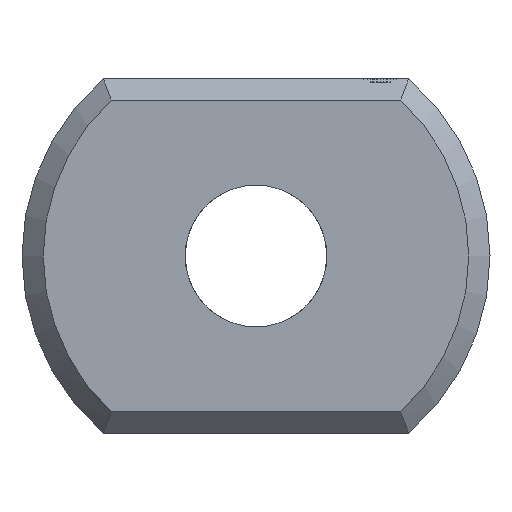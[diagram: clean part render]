
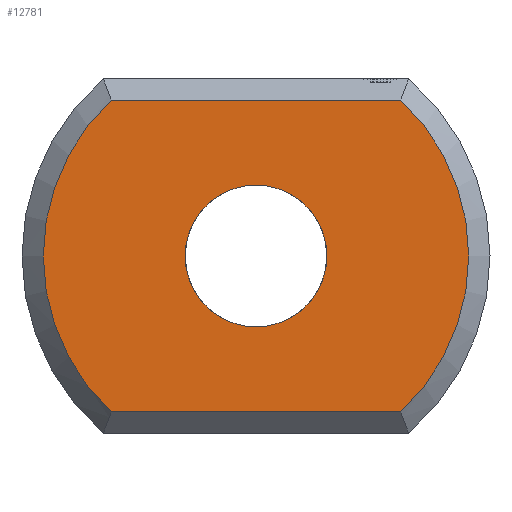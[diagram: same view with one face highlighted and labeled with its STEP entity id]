
A CAD part, left-side view. The second image highlights one B-rep face of the part: STEP entity #12781.
In plain terms, the highlighted planar face has unit normal (-1, 0, 0).
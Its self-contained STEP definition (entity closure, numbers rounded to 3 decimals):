
#298 = PLANE('',#299);
#299 = AXIS2_PLACEMENT_3D('',#300,#301,#302);
#300 = CARTESIAN_POINT('',(0.15,-2.154,-2.35));
#301 = DIRECTION('',(-0.707,0.,-0.707));
#302 = DIRECTION('',(0.,-1.,0.));
#725 = CONICAL_SURFACE('',#726,3.3,0.785);
#726 = AXIS2_PLACEMENT_3D('',#727,#728,#729);
#727 = CARTESIAN_POINT('',(0.3,0.,0.));
#728 = DIRECTION('',(1.,0.,0.));
#729 = DIRECTION('',(0.,0.653,-0.758));
#872 = CONICAL_SURFACE('',#873,3.3,0.785);
#873 = AXIS2_PLACEMENT_3D('',#874,#875,#876);
#874 = CARTESIAN_POINT('',(0.3,0.,0.));
#875 = DIRECTION('',(1.,0.,0.));
#876 = DIRECTION('',(0.,-0.653,0.758));
#909 = VERTEX_POINT('',#910);
#910 = CARTESIAN_POINT('',(0.,-2.04,-2.2));
#937 = VERTEX_POINT('',#938);
#938 = CARTESIAN_POINT('',(0.,2.04,-2.2));
#963 = EDGE_CURVE('',#909,#937,#964,.T.);
#964 = SURFACE_CURVE('',#965,(#969,#976),.PCURVE_S1.);
#965 = LINE('',#966,#967);
#966 = CARTESIAN_POINT('',(0.,-2.154,-2.2));
#967 = VECTOR('',#968,1.);
#968 = DIRECTION('',(0.,1.,0.));
#969 = PCURVE('',#298,#970);
#970 = DEFINITIONAL_REPRESENTATION('',(#971),#975);
#971 = LINE('',#972,#973);
#972 = CARTESIAN_POINT('',(0.,0.212));
#973 = VECTOR('',#974,1.);
#974 = DIRECTION('',(-1.,0.));
#975 = ( GEOMETRIC_REPRESENTATION_CONTEXT(2) 
PARAMETRIC_REPRESENTATION_CONTEXT() REPRESENTATION_CONTEXT('2D SPACE',''
  ) );
#976 = PCURVE('',#977,#982);
#977 = PLANE('',#978);
#978 = AXIS2_PLACEMENT_3D('',#979,#980,#981);
#979 = CARTESIAN_POINT('',(0.,0.,
    0.));
#980 = DIRECTION('',(1.,0.,0.));
#981 = DIRECTION('',(0.,0.,1.));
#982 = DEFINITIONAL_REPRESENTATION('',(#983),#987);
#983 = LINE('',#984,#985);
#984 = CARTESIAN_POINT('',(-2.2,2.154));
#985 = VECTOR('',#986,1.);
#986 = DIRECTION('',(0.,-1.));
#987 = ( GEOMETRIC_REPRESENTATION_CONTEXT(2) 
PARAMETRIC_REPRESENTATION_CONTEXT() REPRESENTATION_CONTEXT('2D SPACE',''
  ) );
#1763 = PLANE('',#1764);
#1764 = AXIS2_PLACEMENT_3D('',#1765,#1766,#1767);
#1765 = CARTESIAN_POINT('',(0.15,-2.154,2.35));
#1766 = DIRECTION('',(0.707,0.,-0.707
    ));
#1767 = DIRECTION('',(0.,-1.,0.));
#12568 = VERTEX_POINT('',#12569);
#12569 = CARTESIAN_POINT('',(0.,2.04,2.2));
#12594 = EDGE_CURVE('',#937,#12568,#12595,.T.);
#12595 = SURFACE_CURVE('',#12596,(#12601,#12608),.PCURVE_S1.);
#12596 = CIRCLE('',#12597,3.);
#12597 = AXIS2_PLACEMENT_3D('',#12598,#12599,#12600);
#12598 = CARTESIAN_POINT('',(0.,0.,
    0.));
#12599 = DIRECTION('',(1.,0.,0.));
#12600 = DIRECTION('',(0.,0.653,-0.758)
  );
#12601 = PCURVE('',#725,#12602);
#12602 = DEFINITIONAL_REPRESENTATION('',(#12603),#12607);
#12603 = LINE('',#12604,#12605);
#12604 = CARTESIAN_POINT('',(0.,-0.3));
#12605 = VECTOR('',#12606,1.);
#12606 = DIRECTION('',(1.,-0.));
#12607 = ( GEOMETRIC_REPRESENTATION_CONTEXT(2) 
PARAMETRIC_REPRESENTATION_CONTEXT() REPRESENTATION_CONTEXT('2D SPACE',''
  ) );
#12608 = PCURVE('',#977,#12609);
#12609 = DEFINITIONAL_REPRESENTATION('',(#12610),#12614);
#12610 = CIRCLE('',#12611,3.);
#12611 = AXIS2_PLACEMENT_2D('',#12612,#12613);
#12612 = CARTESIAN_POINT('',(0.,0.));
#12613 = DIRECTION('',(-0.758,-0.653));
#12614 = ( GEOMETRIC_REPRESENTATION_CONTEXT(2) 
PARAMETRIC_REPRESENTATION_CONTEXT() REPRESENTATION_CONTEXT('2D SPACE',''
  ) );
#12732 = VERTEX_POINT('',#12733);
#12733 = CARTESIAN_POINT('',(0.,-2.04,2.2));
#12760 = EDGE_CURVE('',#12732,#909,#12761,.T.);
#12761 = SURFACE_CURVE('',#12762,(#12767,#12774),.PCURVE_S1.);
#12762 = CIRCLE('',#12763,3.);
#12763 = AXIS2_PLACEMENT_3D('',#12764,#12765,#12766);
#12764 = CARTESIAN_POINT('',(0.,0.,
    0.));
#12765 = DIRECTION('',(1.,0.,0.));
#12766 = DIRECTION('',(0.,-0.653,0.758)
  );
#12767 = PCURVE('',#872,#12768);
#12768 = DEFINITIONAL_REPRESENTATION('',(#12769),#12773);
#12769 = LINE('',#12770,#12771);
#12770 = CARTESIAN_POINT('',(0.,-0.3));
#12771 = VECTOR('',#12772,1.);
#12772 = DIRECTION('',(1.,-0.));
#12773 = ( GEOMETRIC_REPRESENTATION_CONTEXT(2) 
PARAMETRIC_REPRESENTATION_CONTEXT() REPRESENTATION_CONTEXT('2D SPACE',''
  ) );
#12774 = PCURVE('',#977,#12775);
#12775 = DEFINITIONAL_REPRESENTATION('',(#12776),#12780);
#12776 = CIRCLE('',#12777,3.);
#12777 = AXIS2_PLACEMENT_2D('',#12778,#12779);
#12778 = CARTESIAN_POINT('',(0.,0.));
#12779 = DIRECTION('',(0.758,0.653));
#12780 = ( GEOMETRIC_REPRESENTATION_CONTEXT(2) 
PARAMETRIC_REPRESENTATION_CONTEXT() REPRESENTATION_CONTEXT('2D SPACE',''
  ) );
#12781 = ADVANCED_FACE('',(#12782,#12808),#977,.F.);
#12782 = FACE_BOUND('',#12783,.F.);
#12783 = EDGE_LOOP('',(#12784,#12785,#12806,#12807));
#12784 = ORIENTED_EDGE('',*,*,#12594,.T.);
#12785 = ORIENTED_EDGE('',*,*,#12786,.F.);
#12786 = EDGE_CURVE('',#12732,#12568,#12787,.T.);
#12787 = SURFACE_CURVE('',#12788,(#12792,#12799),.PCURVE_S1.);
#12788 = LINE('',#12789,#12790);
#12789 = CARTESIAN_POINT('',(0.,-2.154,2.2));
#12790 = VECTOR('',#12791,1.);
#12791 = DIRECTION('',(0.,1.,0.));
#12792 = PCURVE('',#977,#12793);
#12793 = DEFINITIONAL_REPRESENTATION('',(#12794),#12798);
#12794 = LINE('',#12795,#12796);
#12795 = CARTESIAN_POINT('',(2.2,2.154));
#12796 = VECTOR('',#12797,1.);
#12797 = DIRECTION('',(0.,-1.));
#12798 = ( GEOMETRIC_REPRESENTATION_CONTEXT(2) 
PARAMETRIC_REPRESENTATION_CONTEXT() REPRESENTATION_CONTEXT('2D SPACE',''
  ) );
#12799 = PCURVE('',#1763,#12800);
#12800 = DEFINITIONAL_REPRESENTATION('',(#12801),#12805);
#12801 = LINE('',#12802,#12803);
#12802 = CARTESIAN_POINT('',(0.,0.212));
#12803 = VECTOR('',#12804,1.);
#12804 = DIRECTION('',(-1.,0.));
#12805 = ( GEOMETRIC_REPRESENTATION_CONTEXT(2) 
PARAMETRIC_REPRESENTATION_CONTEXT() REPRESENTATION_CONTEXT('2D SPACE',''
  ) );
#12806 = ORIENTED_EDGE('',*,*,#12760,.T.);
#12807 = ORIENTED_EDGE('',*,*,#963,.T.);
#12808 = FACE_BOUND('',#12809,.T.);
#12809 = EDGE_LOOP('',(#12810));
#12810 = ORIENTED_EDGE('',*,*,#12811,.T.);
#12811 = EDGE_CURVE('',#12812,#12812,#12814,.T.);
#12812 = VERTEX_POINT('',#12813);
#12813 = CARTESIAN_POINT('',(0.,1.,0.));
#12814 = SURFACE_CURVE('',#12815,(#12820,#12827),.PCURVE_S1.);
#12815 = CIRCLE('',#12816,1.);
#12816 = AXIS2_PLACEMENT_3D('',#12817,#12818,#12819);
#12817 = CARTESIAN_POINT('',(0.,0.,0.));
#12818 = DIRECTION('',(1.,0.,0.));
#12819 = DIRECTION('',(0.,1.,0.));
#12820 = PCURVE('',#977,#12821);
#12821 = DEFINITIONAL_REPRESENTATION('',(#12822),#12826);
#12822 = CIRCLE('',#12823,1.);
#12823 = AXIS2_PLACEMENT_2D('',#12824,#12825);
#12824 = CARTESIAN_POINT('',(0.,0.));
#12825 = DIRECTION('',(0.,-1.));
#12826 = ( GEOMETRIC_REPRESENTATION_CONTEXT(2) 
PARAMETRIC_REPRESENTATION_CONTEXT() REPRESENTATION_CONTEXT('2D SPACE',''
  ) );
#12827 = PCURVE('',#12828,#12833);
#12828 = CYLINDRICAL_SURFACE('',#12829,1.);
#12829 = AXIS2_PLACEMENT_3D('',#12830,#12831,#12832);
#12830 = CARTESIAN_POINT('',(0.,0.,0.));
#12831 = DIRECTION('',(-1.,0.,0.));
#12832 = DIRECTION('',(0.,1.,0.));
#12833 = DEFINITIONAL_REPRESENTATION('',(#12834),#12838);
#12834 = LINE('',#12835,#12836);
#12835 = CARTESIAN_POINT('',(-0.,0.));
#12836 = VECTOR('',#12837,1.);
#12837 = DIRECTION('',(-1.,0.));
#12838 = ( GEOMETRIC_REPRESENTATION_CONTEXT(2) 
PARAMETRIC_REPRESENTATION_CONTEXT() REPRESENTATION_CONTEXT('2D SPACE',''
  ) );
